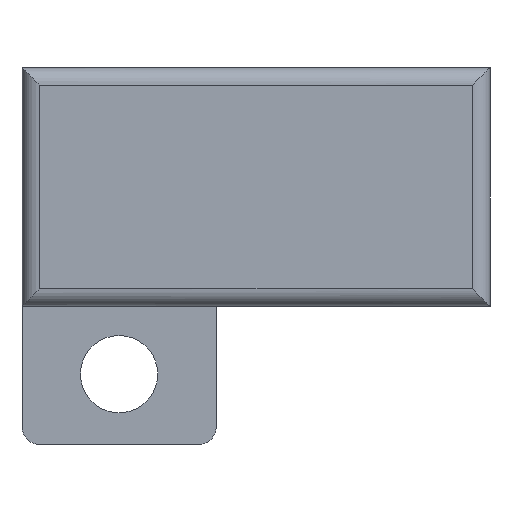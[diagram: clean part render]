
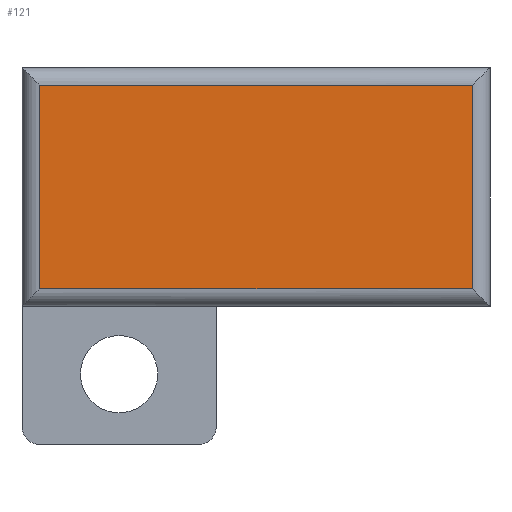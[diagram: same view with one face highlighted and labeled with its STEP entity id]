
A CAD part, front view. The second image highlights one B-rep face of the part: STEP entity #121.
In plain terms, the highlighted planar face has unit normal (0, -1, 0).
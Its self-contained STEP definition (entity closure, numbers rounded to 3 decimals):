
#1 = CARTESIAN_POINT ( 'NONE',  ( -3.4, -2.75, 12.35 ) ) ;
#12 = LINE ( 'NONE', #144, #437 ) ;
#15 = CARTESIAN_POINT ( 'NONE',  ( -4.15, -2.75, 12.35 ) ) ;
#31 = ORIENTED_EDGE ( 'NONE', *, *, #468, .T. ) ;
#37 = VECTOR ( 'NONE', #81, 1000. ) ;
#54 = LINE ( 'NONE', #15, #296 ) ;
#55 = VERTEX_POINT ( 'NONE', #447 ) ;
#62 = VERTEX_POINT ( 'NONE', #250 ) ;
#74 = EDGE_CURVE ( 'NONE', #78, #120, #253, .T. ) ;
#78 = VERTEX_POINT ( 'NONE', #1 ) ;
#81 = DIRECTION ( 'NONE',  ( 0., 0., -1. ) ) ;
#83 = CARTESIAN_POINT ( 'NONE',  ( 0., -2.75, 0. ) ) ;
#120 = VERTEX_POINT ( 'NONE', #376 ) ;
#121 = ADVANCED_FACE ( 'NONE', ( #364 ), #545, .T. ) ;
#144 = CARTESIAN_POINT ( 'NONE',  ( 15.1, -2.75, 13.1 ) ) ;
#162 = EDGE_CURVE ( 'NONE', #120, #62, #384, .T. ) ;
#192 = ORIENTED_EDGE ( 'NONE', *, *, #74, .T. ) ;
#217 = CARTESIAN_POINT ( 'NONE',  ( 15.85, -2.75, 3.65 ) ) ;
#234 = ORIENTED_EDGE ( 'NONE', *, *, #162, .T. ) ;
#250 = CARTESIAN_POINT ( 'NONE',  ( 15.1, -2.75, 3.65 ) ) ;
#253 = LINE ( 'NONE', #537, #37 ) ;
#296 = VECTOR ( 'NONE', #316, 1000. ) ;
#316 = DIRECTION ( 'NONE',  ( -1., 0., 0. ) ) ;
#317 = DIRECTION ( 'NONE',  ( 0., 0., 1. ) ) ;
#318 = AXIS2_PLACEMENT_3D ( 'NONE', #83, #452, #407 ) ;
#333 = EDGE_CURVE ( 'NONE', #62, #55, #12, .T. ) ;
#364 = FACE_OUTER_BOUND ( 'NONE', #460, .T. ) ;
#376 = CARTESIAN_POINT ( 'NONE',  ( -3.4, -2.75, 3.65 ) ) ;
#384 = LINE ( 'NONE', #217, #444 ) ;
#407 = DIRECTION ( 'NONE',  ( 0., 0., -1. ) ) ;
#416 = DIRECTION ( 'NONE',  ( 1., 0., 0. ) ) ;
#437 = VECTOR ( 'NONE', #317, 1000. ) ;
#444 = VECTOR ( 'NONE', #416, 1000. ) ;
#447 = CARTESIAN_POINT ( 'NONE',  ( 15.1, -2.75, 12.35 ) ) ;
#452 = DIRECTION ( 'NONE',  ( 0., -1., 0. ) ) ;
#460 = EDGE_LOOP ( 'NONE', ( #192, #234, #506, #31 ) ) ;
#468 = EDGE_CURVE ( 'NONE', #55, #78, #54, .T. ) ;
#506 = ORIENTED_EDGE ( 'NONE', *, *, #333, .T. ) ;
#537 = CARTESIAN_POINT ( 'NONE',  ( -3.4, -2.75, 2.9 ) ) ;
#545 = PLANE ( 'NONE',  #318 ) ;
